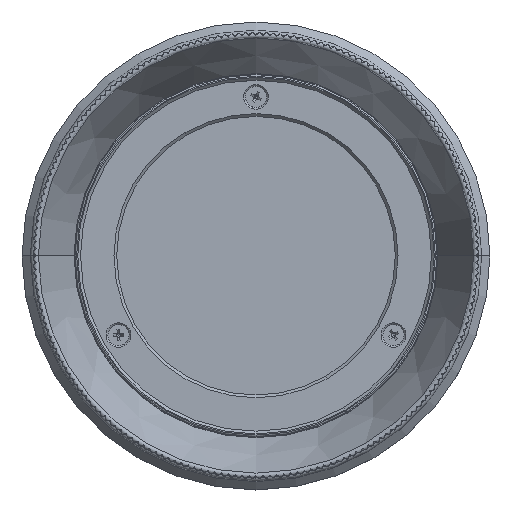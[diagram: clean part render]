
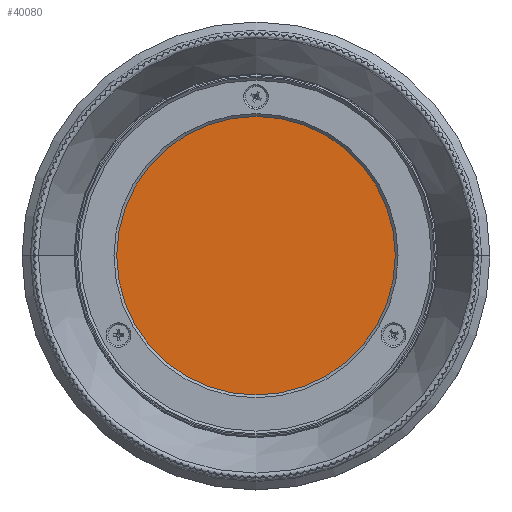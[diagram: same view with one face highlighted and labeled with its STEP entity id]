
A CAD part, top view. The second image highlights one B-rep face of the part: STEP entity #40080.
In plain terms, the highlighted planar face has unit normal (0, 0, 1).
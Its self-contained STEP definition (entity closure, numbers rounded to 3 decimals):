
#68 = CARTESIAN_POINT ( 'NONE',  ( 0., 0., 3. ) ) ;
#3340 = DIRECTION ( 'NONE',  ( 0., 0., 1. ) ) ;
#3602 = DIRECTION ( 'NONE',  ( 1., 0., 0. ) ) ;
#8304 = VERTEX_POINT ( 'NONE', #33023 ) ;
#9212 = AXIS2_PLACEMENT_3D ( 'NONE', #68, #29225, #9868 ) ;
#9868 = DIRECTION ( 'NONE',  ( 1., 0., 0. ) ) ;
#10563 = ORIENTED_EDGE ( 'NONE', *, *, #26335, .T. ) ;
#11481 = VERTEX_POINT ( 'NONE', #16890 ) ;
#12178 = EDGE_LOOP ( 'NONE', ( #29142, #10563 ) ) ;
#13505 = CARTESIAN_POINT ( 'NONE',  ( 0., 0., 3. ) ) ;
#13547 = AXIS2_PLACEMENT_3D ( 'NONE', #22681, #3340, #25936 ) ;
#13689 = AXIS2_PLACEMENT_3D ( 'NONE', #13505, #19890, #3602 ) ;
#14652 = FACE_OUTER_BOUND ( 'NONE', #12178, .T. ) ;
#16890 = CARTESIAN_POINT ( 'NONE',  ( -25.2, 0., 3. ) ) ;
#19890 = DIRECTION ( 'NONE',  ( 0., 0., 1. ) ) ;
#22681 = CARTESIAN_POINT ( 'NONE',  ( 0., 0., 3. ) ) ;
#23744 = CIRCLE ( 'NONE', #13547, 25.2 ) ;
#25936 = DIRECTION ( 'NONE',  ( 1., 0., 0. ) ) ;
#26335 = EDGE_CURVE ( 'NONE', #8304, #11481, #33296, .T. ) ;
#29142 = ORIENTED_EDGE ( 'NONE', *, *, #40072, .T. ) ;
#29225 = DIRECTION ( 'NONE',  ( 0., 0., 1. ) ) ;
#33023 = CARTESIAN_POINT ( 'NONE',  ( 25.2, 0., 3. ) ) ;
#33296 = CIRCLE ( 'NONE', #13689, 25.2 ) ;
#35654 = PLANE ( 'NONE',  #9212 ) ;
#40072 = EDGE_CURVE ( 'NONE', #11481, #8304, #23744, .T. ) ;
#40080 = ADVANCED_FACE ( 'Fl�che3', ( #14652 ), #35654, .T. ) ;
